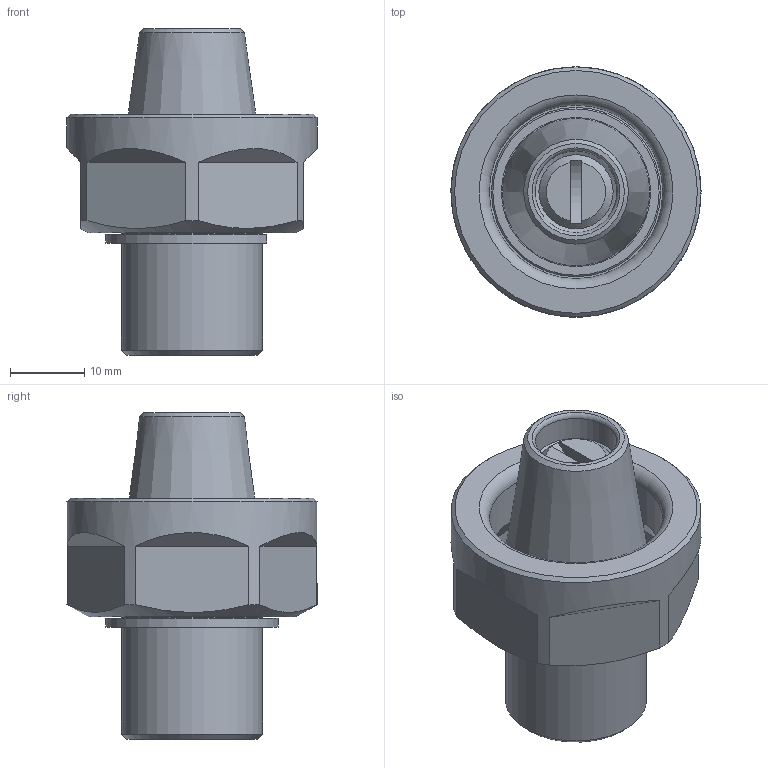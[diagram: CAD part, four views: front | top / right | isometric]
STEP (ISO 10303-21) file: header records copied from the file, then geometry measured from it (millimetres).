
FILE_DESCRIPTION(/* description */ (''),/* implementation_level */ '2;1');
FILE_NAME(/* name */ '716220160.stp',/* time_stamp */ '2021-01-27T12:42:51',/* author */ ('LRA'),/* organization */ ('REGO-FIX'),/* preprocessor_version */ ' Unknown',/* originating_system */ 'SIEMENS PLM Software Solid Edge ST10',/* authorization */ 'Unknown');
FILE_SCHEMA (('AUTOMOTIVE_DESIGN { 1 0 10303 214 2 1 1}'));
Length unit declared in the file: millimetre
Products named in the file (1): NOCUT
Bounding box: 33.7 x 33.7 x 44 mm (x, y, z)
Volume: 13770.9 mm3; surface area: 8513.9 mm2
Topology: 1 solids, 1 shells, 73 faces, 170 edges, 107 vertices
Faces by surface type: plane 33, cylinder 17, cone 17, torus 6
Full cylindrical faces by diameter (mm): 8 x1, 8.917 x1, 10 x1, 10.5 x1, 11 x1, 17.9 x1, 19 x2, 19.3 x1, 19.4 x1, 22.8 x1, 23.376 x1, 25.5 x1, 33.7 x1
Entity records: 2370 total; most frequent: DIRECTION 342, CARTESIAN_POINT 335, ORIENTED_EDGE 244, AXIS2_PLACEMENT_3D 153, EDGE_CURVE 122, EDGE_LOOP 116, FACE_BOUND 116, VERTEX_POINT 94
